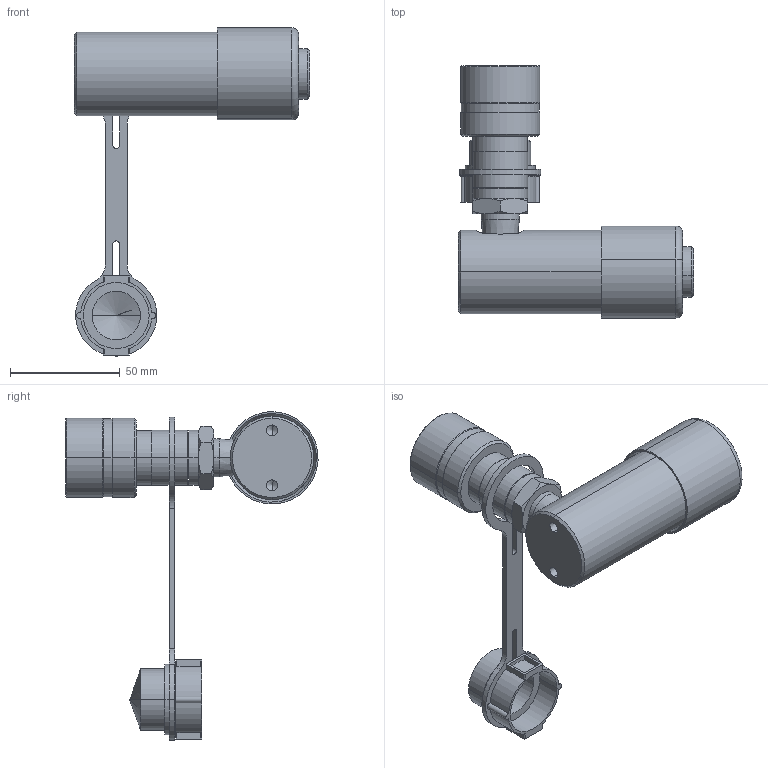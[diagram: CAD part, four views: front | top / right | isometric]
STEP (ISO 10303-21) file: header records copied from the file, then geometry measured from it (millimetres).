
FILE_DESCRIPTION (( 'STEP AP214' ), '1' );
FILE_NAME ('HSS51.STEP', '2016-11-28T10:22:39', ( '' ), ( '' ), 'SwSTEP 2.0', 'SolidWorks 2016', '' );
FILE_SCHEMA (( 'AUTOMOTIVE_DESIGN' ));
Length unit declared in the file: millimetre
Products named in the file (16): SRC024SC001; PRC029A#00#_PRC029AB001; CBC029S#00#_CBC029SB001; HSS51; SPRING PIN_PCC004RD003; O-RING_SEC017RF001; HA5; WAC006EB000; PTP038TP005; PISTON TEE SEAL_SEC029GA001; PWB WIPER_SEC024XE001; SOCKET CAP HEAD SCREWS_BLC006JD020; SIC010TB001; SPC012HB001; PPC1; CF1
Assembly tree (15 placements, depth 2):
  HSS51
    CBC029S#00#_CBC029SB001
    PRC029A#00#_PRC029AB001
    SRC024SC001
    CF1
    PPC1
    SPC012HB001
    SIC010TB001
    SOCKET CAP HEAD SCREWS_BLC006JD020
    PWB WIPER_SEC024XE001
    PISTON TEE SEAL_SEC029GA001
    PTP038TP005
    WAC006EB000
    HA5
    O-RING_SEC017RF001
    SPRING PIN_PCC004RD003
Bounding box: 107 x 114.76 x 149.46 mm (x, y, z)
Volume: 157220.8 mm3; surface area: 80743.6 mm2
Topology: 15 solids, 15 shells, 432 faces, 973 edges, 604 vertices
Faces by surface type: cylinder 181, plane 115, cone 97, torus 36, bspline 3
Entity records: 17793 total; most frequent: CARTESIAN_POINT 6595, DIRECTION 2278, ORIENTED_EDGE 1922, EDGE_CURVE 961, AXIS2_PLACEMENT_3D 956, VERTEX_POINT 604, CIRCLE 509, EDGE_LOOP 499
